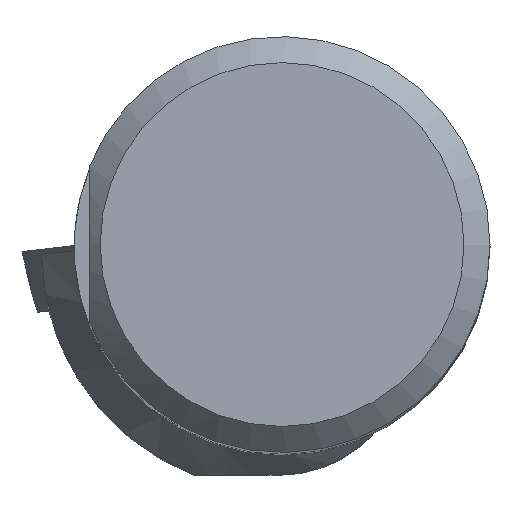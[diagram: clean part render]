
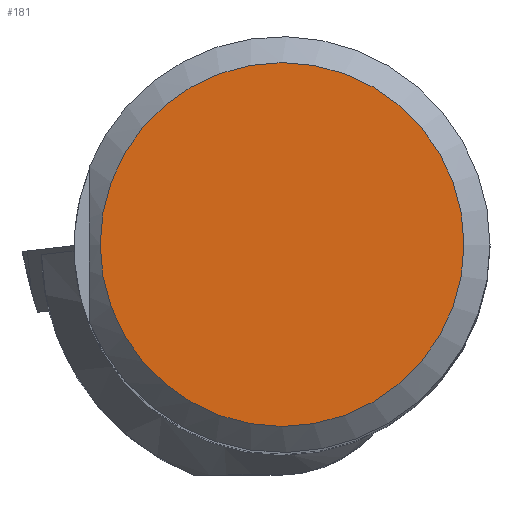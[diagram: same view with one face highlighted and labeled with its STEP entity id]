
A CAD part, top view. The second image highlights one B-rep face of the part: STEP entity #181.
In plain terms, the highlighted planar face has unit normal (0, 0, 1).
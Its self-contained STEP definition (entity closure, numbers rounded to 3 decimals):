
#157=CIRCLE('',#813,6.994);
#181=ADVANCED_FACE('',(#238),#218,.F.);
#218=PLANE('',#815);
#238=FACE_OUTER_BOUND('',#268,.T.);
#268=EDGE_LOOP('',(#370));
#370=ORIENTED_EDGE('',*,*,#595,.T.);
#531=VERTEX_POINT('',#1158);
#595=EDGE_CURVE('',#531,#531,#157,.T.);
#813=AXIS2_PLACEMENT_3D('',#1157,#934,#935);
#815=AXIS2_PLACEMENT_3D('',#1166,#938,#939);
#934=DIRECTION('',(0.,0.,1.));
#935=DIRECTION('',(-1.,0.,0.));
#938=DIRECTION('',(0.,0.,-1.));
#939=DIRECTION('',(-1.,0.,0.));
#1157=CARTESIAN_POINT('',(0.,0.,0.));
#1158=CARTESIAN_POINT('',(-6.994,0.,0.));
#1166=CARTESIAN_POINT('',(-7.994,0.,0.));
